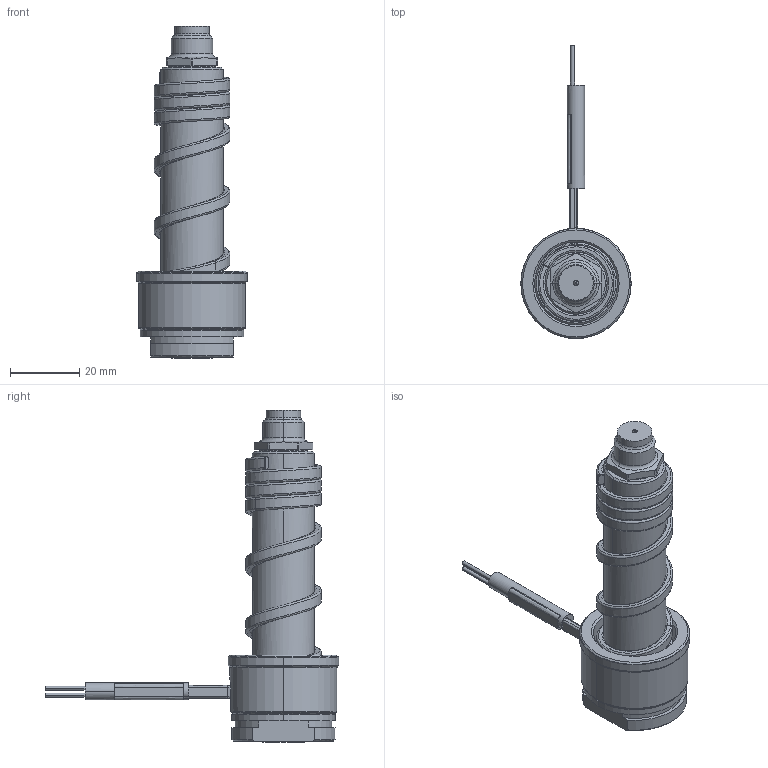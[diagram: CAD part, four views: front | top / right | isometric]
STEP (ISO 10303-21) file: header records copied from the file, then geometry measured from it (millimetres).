
FILE_DESCRIPTION((''),'2;1');
FILE_NAME('SM-96-BES-N','2014-02-24T',('Íàòàëüÿ'),('IMID'),'PRO/ENGINEER BY PARAMETRIC TECHNOLOGY CORPORATION, 2010180','PRO/ENGINEER BY PARAMETRIC TECHNOLOGY CORPORATION, 2010180','');
FILE_SCHEMA(('CONFIG_CONTROL_DESIGN'));
Length unit declared in the file: millimetre
Products named in the file (1): SM-96-BES-N
Bounding box: 32 x 85 x 96.2 mm (x, y, z)
Volume: 33132.4 mm3; surface area: 18458.6 mm2
Topology: 1 solids, 9 shells, 335 faces, 849 edges, 501 vertices
Faces by surface type: cylinder 115, cone 64, bspline 54, plane 52, torus 32, revolution 9, extrusion 7, sphere 2
Entity records: 17287 total; most frequent: CARTESIAN_POINT 9564, ORIENTED_EDGE 1654, DIRECTION 1526, EDGE_CURVE 839, AXIS2_PLACEMENT_3D 610, VERTEX_POINT 501, EDGE_LOOP 358, CIRCLE 344
